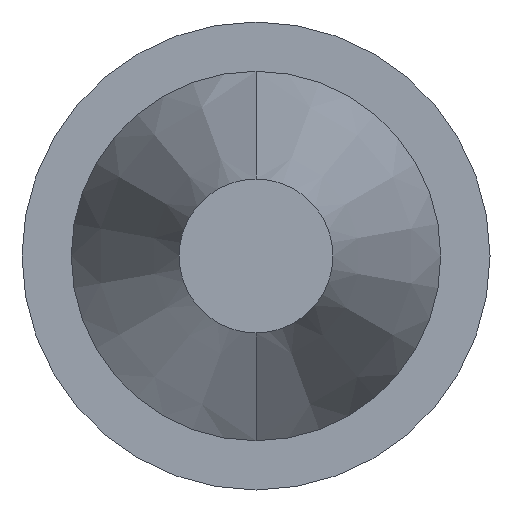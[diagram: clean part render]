
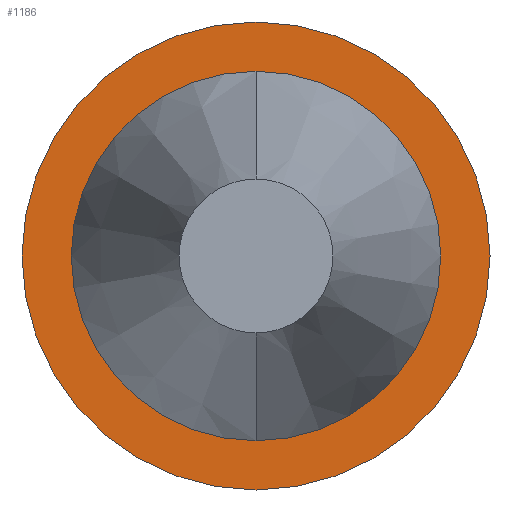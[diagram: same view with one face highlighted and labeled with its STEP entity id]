
A CAD part, front view. The second image highlights one B-rep face of the part: STEP entity #1186.
In plain terms, the highlighted planar face has unit normal (0, -1, 0).
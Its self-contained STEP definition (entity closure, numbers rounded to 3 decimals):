
#71 = ORIENTED_EDGE ( 'NONE', *, *, #597, .F. ) ;
#80 = CARTESIAN_POINT ( 'NONE',  ( 0., 0., 0. ) ) ;
#125 = DIRECTION ( 'NONE',  ( 0., 0., 1. ) ) ;
#239 = CARTESIAN_POINT ( 'NONE',  ( 0., 0., -2. ) ) ;
#245 = AXIS2_PLACEMENT_3D ( 'NONE', #1603, #1485, #1073 ) ;
#291 = CIRCLE ( 'NONE', #369, 2. ) ;
#369 = AXIS2_PLACEMENT_3D ( 'NONE', #393, #1243, #693 ) ;
#393 = CARTESIAN_POINT ( 'NONE',  ( 0., 0., 0. ) ) ;
#456 = AXIS2_PLACEMENT_3D ( 'NONE', #1348, #1341, #125 ) ;
#527 = PLANE ( 'NONE',  #456 ) ;
#597 = EDGE_CURVE ( 'NONE', #1766, #598, #1209, .T. ) ;
#598 = VERTEX_POINT ( 'NONE', #1474 ) ;
#663 = ORIENTED_EDGE ( 'NONE', *, *, #1716, .T. ) ;
#681 = EDGE_CURVE ( 'NONE', #1626, #1079, #291, .T. ) ;
#686 = ORIENTED_EDGE ( 'NONE', *, *, #681, .T. ) ;
#693 = DIRECTION ( 'NONE',  ( 0., 0., 1. ) ) ;
#789 = DIRECTION ( 'NONE',  ( 0., 1., 0. ) ) ;
#799 = CARTESIAN_POINT ( 'NONE',  ( 0., 0., 0. ) ) ;
#827 = AXIS2_PLACEMENT_3D ( 'NONE', #80, #1470, #1607 ) ;
#949 = EDGE_LOOP ( 'NONE', ( #686, #663 ) ) ;
#1073 = DIRECTION ( 'NONE',  ( 0., 0., 1. ) ) ;
#1079 = VERTEX_POINT ( 'NONE', #239 ) ;
#1102 = CARTESIAN_POINT ( 'NONE',  ( 0., 0., 3.8 ) ) ;
#1157 = CIRCLE ( 'NONE', #1369, 3.8 ) ;
#1186 = ADVANCED_FACE ( 'NONE', ( #1744, #1246 ), #527, .F. ) ;
#1204 = CIRCLE ( 'NONE', #827, 2. ) ;
#1209 = CIRCLE ( 'NONE', #245, 3.8 ) ;
#1243 = DIRECTION ( 'NONE',  ( 0., 1., 0. ) ) ;
#1246 = FACE_OUTER_BOUND ( 'NONE', #1769, .T. ) ;
#1341 = DIRECTION ( 'NONE',  ( 0., 1., 0. ) ) ;
#1348 = CARTESIAN_POINT ( 'NONE',  ( 0., 0., 0. ) ) ;
#1369 = AXIS2_PLACEMENT_3D ( 'NONE', #799, #789, #1747 ) ;
#1452 = ORIENTED_EDGE ( 'NONE', *, *, #1649, .F. ) ;
#1470 = DIRECTION ( 'NONE',  ( 0., 1., 0. ) ) ;
#1474 = CARTESIAN_POINT ( 'NONE',  ( 0., 0., -3.8 ) ) ;
#1485 = DIRECTION ( 'NONE',  ( 0., 1., 0. ) ) ;
#1580 = CARTESIAN_POINT ( 'NONE',  ( 0., 0., 2. ) ) ;
#1603 = CARTESIAN_POINT ( 'NONE',  ( 0., 0., 0. ) ) ;
#1607 = DIRECTION ( 'NONE',  ( 0., 0., 1. ) ) ;
#1626 = VERTEX_POINT ( 'NONE', #1580 ) ;
#1649 = EDGE_CURVE ( 'NONE', #598, #1766, #1157, .T. ) ;
#1716 = EDGE_CURVE ( 'NONE', #1079, #1626, #1204, .T. ) ;
#1744 = FACE_BOUND ( 'NONE', #949, .T. ) ;
#1747 = DIRECTION ( 'NONE',  ( 0., 0., 1. ) ) ;
#1766 = VERTEX_POINT ( 'NONE', #1102 ) ;
#1769 = EDGE_LOOP ( 'NONE', ( #1452, #71 ) ) ;
